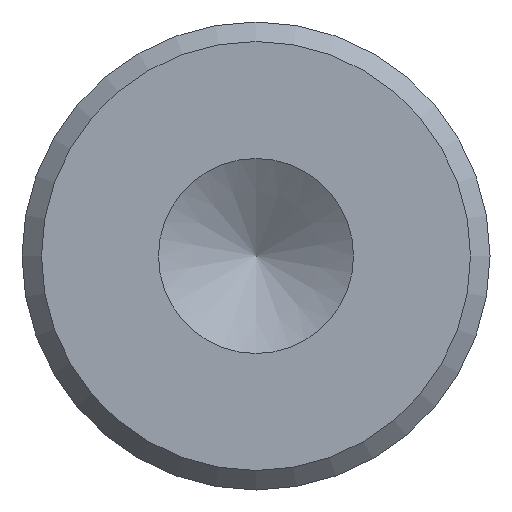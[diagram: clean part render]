
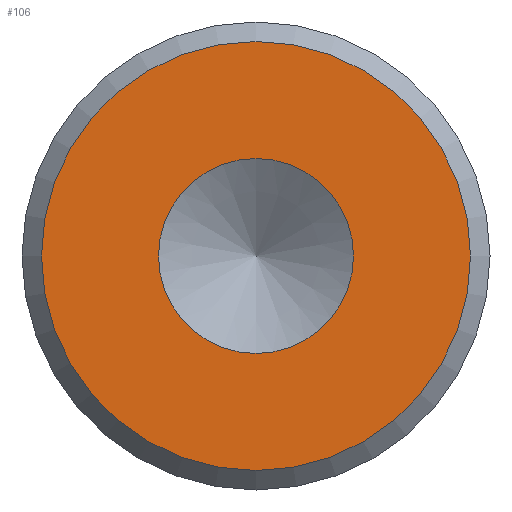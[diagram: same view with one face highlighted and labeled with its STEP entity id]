
A CAD part, front view. The second image highlights one B-rep face of the part: STEP entity #106.
In plain terms, the highlighted planar face has unit normal (0, -1, 0).
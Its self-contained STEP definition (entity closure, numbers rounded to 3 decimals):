
#5 = CARTESIAN_POINT ( 'NONE',  ( 0., 0., 0. ) ) ;
#10 = CARTESIAN_POINT ( 'NONE',  ( 0., 0., 5.5 ) ) ;
#11 = ORIENTED_EDGE ( 'NONE', *, *, #85, .F. ) ;
#24 = CIRCLE ( 'NONE', #203, 5.5 ) ;
#68 = AXIS2_PLACEMENT_3D ( 'NONE', #286, #262, #100 ) ;
#85 = EDGE_CURVE ( 'NONE', #204, #204, #24, .T. ) ;
#100 = DIRECTION ( 'NONE',  ( 0., 0., 1. ) ) ;
#101 = CARTESIAN_POINT ( 'NONE',  ( 0., 0., -2.5 ) ) ;
#105 = DIRECTION ( 'NONE',  ( 0., -1., 0. ) ) ;
#106 = ADVANCED_FACE ( 'NONE', ( #308, #193 ), #239, .F. ) ;
#107 = VERTEX_POINT ( 'NONE', #101 ) ;
#143 = ORIENTED_EDGE ( 'NONE', *, *, #307, .F. ) ;
#157 = DIRECTION ( 'NONE',  ( 0., 0., -1. ) ) ;
#158 = CARTESIAN_POINT ( 'NONE',  ( 0., 0., 0. ) ) ;
#186 = EDGE_LOOP ( 'NONE', ( #143 ) ) ;
#193 = FACE_OUTER_BOUND ( 'NONE', #234, .T. ) ;
#203 = AXIS2_PLACEMENT_3D ( 'NONE', #158, #227, #236 ) ;
#204 = VERTEX_POINT ( 'NONE', #10 ) ;
#227 = DIRECTION ( 'NONE',  ( 0., 1., 0. ) ) ;
#231 = AXIS2_PLACEMENT_3D ( 'NONE', #5, #105, #157 ) ;
#234 = EDGE_LOOP ( 'NONE', ( #11 ) ) ;
#236 = DIRECTION ( 'NONE',  ( 0., 0., 1. ) ) ;
#239 = PLANE ( 'NONE',  #68 ) ;
#262 = DIRECTION ( 'NONE',  ( 0., 1., 0. ) ) ;
#269 = CIRCLE ( 'NONE', #231, 2.5 ) ;
#286 = CARTESIAN_POINT ( 'NONE',  ( 0., 0., 0. ) ) ;
#307 = EDGE_CURVE ( 'NONE', #107, #107, #269, .T. ) ;
#308 = FACE_BOUND ( 'NONE', #186, .T. ) ;
